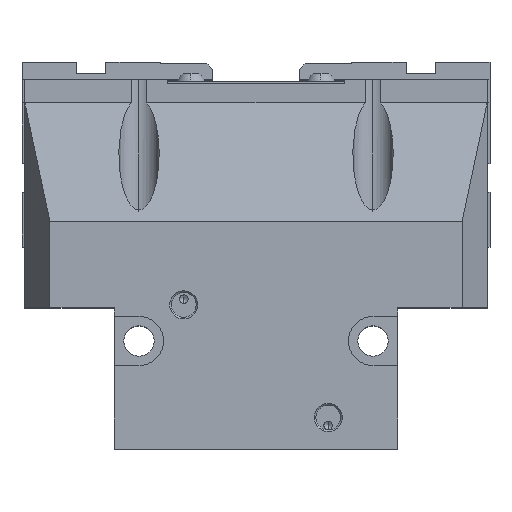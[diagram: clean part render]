
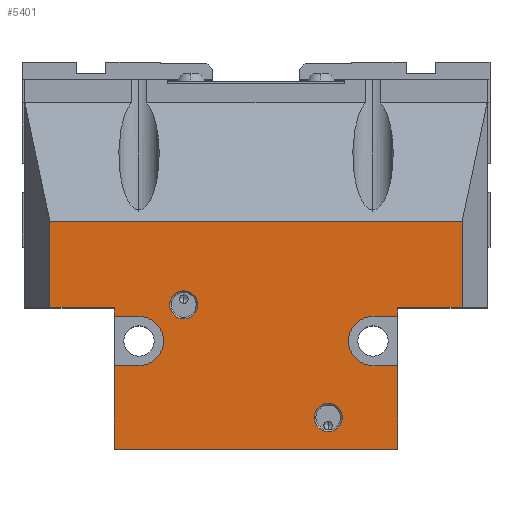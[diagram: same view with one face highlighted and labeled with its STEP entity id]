
A CAD part, top view. The second image highlights one B-rep face of the part: STEP entity #5401.
In plain terms, the highlighted planar face has unit normal (0, 0, 1).
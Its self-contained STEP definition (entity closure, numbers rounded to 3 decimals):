
#2177 = EDGE_CURVE( '', #5057, #3641, #5852, .T. );
#2205 = EDGE_CURVE( '', #3513, #2241, #5882, .T. );
#2213 = VERTEX_POINT( '', #5891 );
#2227 = EDGE_CURVE( '', #3263, #3513, #5907, .T. );
#2241 = VERTEX_POINT( '', #5923 );
#2351 = EDGE_CURVE( '', #3933, #2545, #6049, .T. );
#2353 = EDGE_CURVE( '', #2545, #2429, #6051, .T. );
#2379 = VERTEX_POINT( '', #6081 );
#2403 = EDGE_CURVE( '', #2421, #3263, #6107, .T. );
#2421 = VERTEX_POINT( '', #6127 );
#2429 = VERTEX_POINT( '', #6135 );
#2545 = VERTEX_POINT( '', #6259 );
#2569 = EDGE_CURVE( '', #2379, #2777, #6285, .T. );
#2707 = EDGE_CURVE( '', #4581, #3481, #6430, .T. );
#2777 = VERTEX_POINT( '', #6512 );
#2783 = EDGE_CURVE( '', #2955, #2805, #6518, .T. );
#2805 = VERTEX_POINT( '', #6544 );
#2955 = VERTEX_POINT( '', #6702 );
#3005 = VERTEX_POINT( '', #6758 );
#3013 = VERTEX_POINT( '', #6767 );
#3211 = EDGE_CURVE( '', #3955, #3933, #6990, .T. );
#3263 = VERTEX_POINT( '', #7053 );
#3481 = VERTEX_POINT( '', #7298 );
#3513 = VERTEX_POINT( '', #7337 );
#3515 = EDGE_CURVE( '', #2777, #2955, #7339, .T. );
#3573 = EDGE_CURVE( '', #2213, #3955, #7403, .T. );
#3581 = VERTEX_POINT( '', #7411 );
#3641 = VERTEX_POINT( '', #7478 );
#3707 = EDGE_CURVE( '', #2805, #2213, #7547, .T. );
#3919 = EDGE_CURVE( '', #3005, #3581, #7789, .T. );
#3933 = VERTEX_POINT( '', #7803 );
#3955 = VERTEX_POINT( '', #7827 );
#4561 = EDGE_CURVE( '', #2241, #3481, #8494, .T. );
#4581 = VERTEX_POINT( '', #8515 );
#4601 = EDGE_CURVE( '', #4581, #3013, #8537, .T. );
#4893 = EDGE_CURVE( '', #2429, #2421, #8874, .T. );
#5005 = EDGE_CURVE( '', #3581, #3005, #8993, .T. );
#5019 = EDGE_CURVE( '', #3013, #2379, #9008, .T. );
#5057 = VERTEX_POINT( '', #9049 );
#5401 = ADVANCED_FACE( '', ( #9431, #9432, #9433 ), #9434, .T. );
#5451 = EDGE_CURVE( '', #3641, #5057, #9488, .T. );
#5852 = CIRCLE( '', #10077, 4.864 );
#5882 = LINE( '', #10149, #10150 );
#5891 = CARTESIAN_POINT( '', ( 71.34, 49., 39. ) );
#5907 = CIRCLE( '', #10182, 8.5 );
#5923 = CARTESIAN_POINT( '', ( -49., 29., 39. ) );
#6049 = LINE( '', #10376, #10377 );
#6051 = LINE( '', #10380, #10381 );
#6081 = CARTESIAN_POINT( '', ( 40.5, 29., 39. ) );
#6107 = LINE( '', #10465, #10466 );
#6127 = CARTESIAN_POINT( '', ( -49., 46., 39. ) );
#6135 = CARTESIAN_POINT( '', ( -49., 49., 39. ) );
#6259 = CARTESIAN_POINT( '', ( -71.34, 49., 39. ) );
#6285 = CIRCLE( '', #10774, 8.5 );
#6430 = LINE( '', #11028, #11029 );
#6512 = CARTESIAN_POINT( '', ( 40.5, 46., 39. ) );
#6518 = LINE( '', #11152, #11153 );
#6544 = CARTESIAN_POINT( '', ( 49., 49., 39. ) );
#6702 = CARTESIAN_POINT( '', ( 49., 46., 39. ) );
#6758 = CARTESIAN_POINT( '', ( -25., 45.136, 39. ) );
#6767 = CARTESIAN_POINT( '', ( 49., 29., 39. ) );
#6990 = LINE( '', #11862, #11863 );
#7053 = CARTESIAN_POINT( '', ( -40.5, 46., 39. ) );
#7298 = CARTESIAN_POINT( '', ( -49., 0., 39. ) );
#7337 = CARTESIAN_POINT( '', ( -40.5, 29., 39. ) );
#7339 = LINE( '', #12382, #12383 );
#7403 = LINE( '', #12477, #12478 );
#7411 = CARTESIAN_POINT( '', ( -25., 54.864, 39. ) );
#7478 = CARTESIAN_POINT( '', ( 25., 15.864, 39. ) );
#7547 = LINE( '', #12701, #12702 );
#7789 = CIRCLE( '', #13052, 4.864 );
#7803 = CARTESIAN_POINT( '', ( -71.34, 78.788, 39. ) );
#7827 = CARTESIAN_POINT( '', ( 71.34, 78.788, 39. ) );
#8494 = LINE( '', #14060, #14061 );
#8515 = CARTESIAN_POINT( '', ( 49., 0., 39. ) );
#8537 = LINE( '', #14120, #14121 );
#8874 = LINE( '', #14634, #14635 );
#8993 = CIRCLE( '', #14826, 4.864 );
#9008 = LINE( '', #14844, #14845 );
#9049 = CARTESIAN_POINT( '', ( 25., 6.136, 39. ) );
#9431 = FACE_BOUND( '', #15529, .T. );
#9432 = FACE_BOUND( '', #15530, .T. );
#9433 = FACE_OUTER_BOUND( '', #15531, .T. );
#9434 = PLANE( '', #15532 );
#9488 = CIRCLE( '', #15607, 4.864 );
#10077 = AXIS2_PLACEMENT_3D( '', #16042, #16043, #16044 );
#10149 = CARTESIAN_POINT( '', ( 5., 29., 39. ) );
#10150 = VECTOR( '', #16067, 1. );
#10182 = AXIS2_PLACEMENT_3D( '', #16098, #16099, #16100 );
#10376 = CARTESIAN_POINT( '', ( -71.34, 39.394, 39. ) );
#10377 = VECTOR( '', #16309, 1. );
#10380 = CARTESIAN_POINT( '', ( 15.5, 49., 39. ) );
#10381 = VECTOR( '', #16310, 1. );
#10465 = CARTESIAN_POINT( '', ( 19.75, 46., 39. ) );
#10466 = VECTOR( '', #16373, 1. );
#10774 = AXIS2_PLACEMENT_3D( '', #16548, #16549, #16550 );
#11028 = CARTESIAN_POINT( '', ( 80., 0., 39. ) );
#11029 = VECTOR( '', #16668, 1. );
#11152 = CARTESIAN_POINT( '', ( 49., 63.894, 39. ) );
#11153 = VECTOR( '', #16786, 1. );
#11862 = CARTESIAN_POINT( '', ( 80., 78.788, 39. ) );
#11863 = VECTOR( '', #17295, 1. );
#12382 = CARTESIAN_POINT( '', ( 75., 46., 39. ) );
#12383 = VECTOR( '', #17746, 1. );
#12477 = CARTESIAN_POINT( '', ( 71.34, 39.394, 39. ) );
#12478 = VECTOR( '', #17818, 1. );
#12701 = CARTESIAN_POINT( '', ( 80., 49., 39. ) );
#12702 = VECTOR( '', #17943, 1. );
#13052 = AXIS2_PLACEMENT_3D( '', #18256, #18257, #18258 );
#14060 = CARTESIAN_POINT( '', ( -49., 39.394, 39. ) );
#14061 = VECTOR( '', #18991, 1. );
#14120 = CARTESIAN_POINT( '', ( 49., 63.894, 39. ) );
#14121 = VECTOR( '', #19029, 1. );
#14634 = CARTESIAN_POINT( '', ( -49., 39.394, 39. ) );
#14635 = VECTOR( '', #19442, 1. );
#14826 = AXIS2_PLACEMENT_3D( '', #19558, #19559, #19560 );
#14844 = CARTESIAN_POINT( '', ( 60.25, 29., 39. ) );
#14845 = VECTOR( '', #19579, 1. );
#15529 = EDGE_LOOP( '', ( #20038, #20039 ) );
#15530 = EDGE_LOOP( '', ( #20040, #20041 ) );
#15531 = EDGE_LOOP( '', ( #20042, #20043, #20044, #20045, #20046, #20047, #20048, #20049, #20050, #20051, #20052, #20053, #20054, #20055, #20056, #20057 ) );
#15532 = AXIS2_PLACEMENT_3D( '', #20058, #20059, #20060 );
#15607 = AXIS2_PLACEMENT_3D( '', #20106, #20107, #20108 );
#16042 = CARTESIAN_POINT( '', ( 25., 11., 39. ) );
#16043 = DIRECTION( '', ( 0., 0., -1. ) );
#16044 = DIRECTION( '', ( 0., 1., 0. ) );
#16067 = DIRECTION( '', ( -1., 0., 0. ) );
#16098 = CARTESIAN_POINT( '', ( -40.5, 37.5, 39. ) );
#16099 = DIRECTION( '', ( 0., 0., -1. ) );
#16100 = DIRECTION( '', ( 0., -1., 0. ) );
#16309 = DIRECTION( '', ( 0., -1., 0. ) );
#16310 = DIRECTION( '', ( 1., 0., 0. ) );
#16373 = DIRECTION( '', ( 1., 0., 0. ) );
#16548 = CARTESIAN_POINT( '', ( 40.5, 37.5, 39. ) );
#16549 = DIRECTION( '', ( 0., 0., -1. ) );
#16550 = DIRECTION( '', ( 0., 1., 0. ) );
#16668 = DIRECTION( '', ( -1., 0., 0. ) );
#16786 = DIRECTION( '', ( 0., 1., 0. ) );
#17295 = DIRECTION( '', ( -1., 0., 0. ) );
#17746 = DIRECTION( '', ( 1., 0., 0. ) );
#17818 = DIRECTION( '', ( 0., 1., 0. ) );
#17943 = DIRECTION( '', ( 1., 0., 0. ) );
#18256 = CARTESIAN_POINT( '', ( -25., 50., 39. ) );
#18257 = DIRECTION( '', ( 0., 0., -1. ) );
#18258 = DIRECTION( '', ( 0., 1., 0. ) );
#18991 = DIRECTION( '', ( 0., -1., 0. ) );
#19029 = DIRECTION( '', ( 0., 1., 0. ) );
#19442 = DIRECTION( '', ( 0., -1., 0. ) );
#19558 = CARTESIAN_POINT( '', ( -25., 50., 39. ) );
#19559 = DIRECTION( '', ( 0., 0., -1. ) );
#19560 = DIRECTION( '', ( 0., 1., 0. ) );
#19579 = DIRECTION( '', ( -1., 0., 0. ) );
#20038 = ORIENTED_EDGE( '', *, *, #5451, .T. );
#20039 = ORIENTED_EDGE( '', *, *, #2177, .T. );
#20040 = ORIENTED_EDGE( '', *, *, #5005, .T. );
#20041 = ORIENTED_EDGE( '', *, *, #3919, .T. );
#20042 = ORIENTED_EDGE( '', *, *, #5019, .T. );
#20043 = ORIENTED_EDGE( '', *, *, #2569, .T. );
#20044 = ORIENTED_EDGE( '', *, *, #3515, .T. );
#20045 = ORIENTED_EDGE( '', *, *, #2783, .T. );
#20046 = ORIENTED_EDGE( '', *, *, #3707, .T. );
#20047 = ORIENTED_EDGE( '', *, *, #3573, .T. );
#20048 = ORIENTED_EDGE( '', *, *, #3211, .T. );
#20049 = ORIENTED_EDGE( '', *, *, #2351, .T. );
#20050 = ORIENTED_EDGE( '', *, *, #2353, .T. );
#20051 = ORIENTED_EDGE( '', *, *, #4893, .T. );
#20052 = ORIENTED_EDGE( '', *, *, #2403, .T. );
#20053 = ORIENTED_EDGE( '', *, *, #2227, .T. );
#20054 = ORIENTED_EDGE( '', *, *, #2205, .T. );
#20055 = ORIENTED_EDGE( '', *, *, #4561, .T. );
#20056 = ORIENTED_EDGE( '', *, *, #2707, .F. );
#20057 = ORIENTED_EDGE( '', *, *, #4601, .T. );
#20058 = CARTESIAN_POINT( '', ( 80., 78.788, 39. ) );
#20059 = DIRECTION( '', ( 0., 0., 1. ) );
#20060 = DIRECTION( '', ( 0., 1., 0. ) );
#20106 = CARTESIAN_POINT( '', ( 25., 11., 39. ) );
#20107 = DIRECTION( '', ( 0., 0., -1. ) );
#20108 = DIRECTION( '', ( 0., 1., 0. ) );
